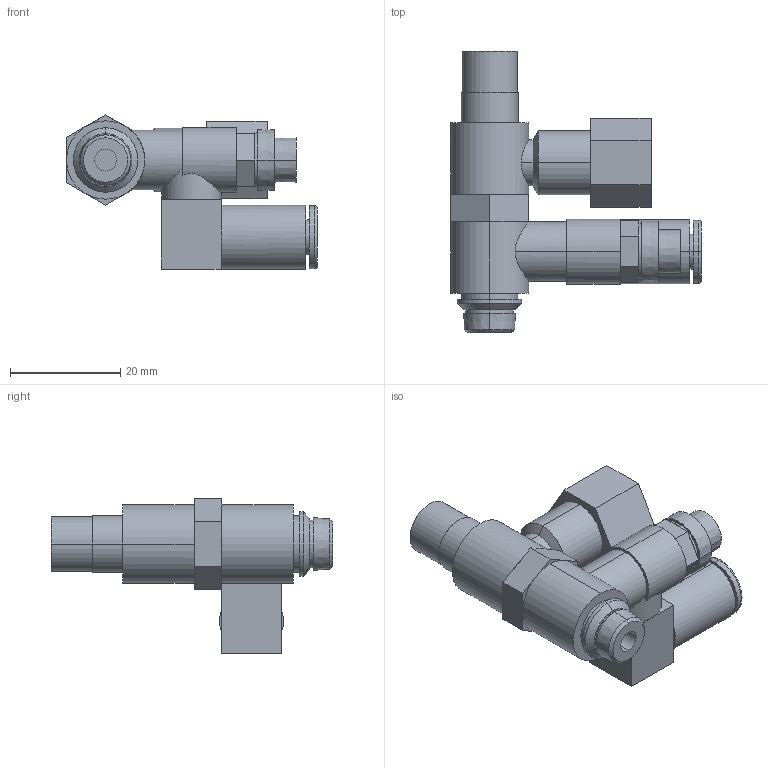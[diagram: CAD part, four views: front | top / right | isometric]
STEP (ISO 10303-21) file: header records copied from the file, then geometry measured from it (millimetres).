
FILE_DESCRIPTION (( 'STEP AP214' ), '1' );
FILE_NAME ('ASP330F-U01-06-X352.STEP', '2015-12-04T07:16:17', ( 'SONIC' ), ( 'UNITCOM PC' ), 'SwSTEP 2.0', 'SolidWorks 2015', '' );
FILE_SCHEMA (( 'AUTOMOTIVE_DESIGN' ));
Length unit declared in the file: millimetre
Products named in the file (1): ASP330F-U01-06-X352
Bounding box: 45.54 x 51.1 x 28 mm (x, y, z)
Volume: 13827.4 mm3; surface area: 7201.3 mm2
Topology: 1 solids, 1 shells, 139 faces, 326 edges, 200 vertices
Faces by surface type: plane 69, cylinder 36, cone 30, torus 4
Entity records: 4214 total; most frequent: CARTESIAN_POINT 1012, DIRECTION 678, ORIENTED_EDGE 644, EDGE_CURVE 322, AXIS2_PLACEMENT_3D 260, VERTEX_POINT 200, VECTOR 158, LINE 158
